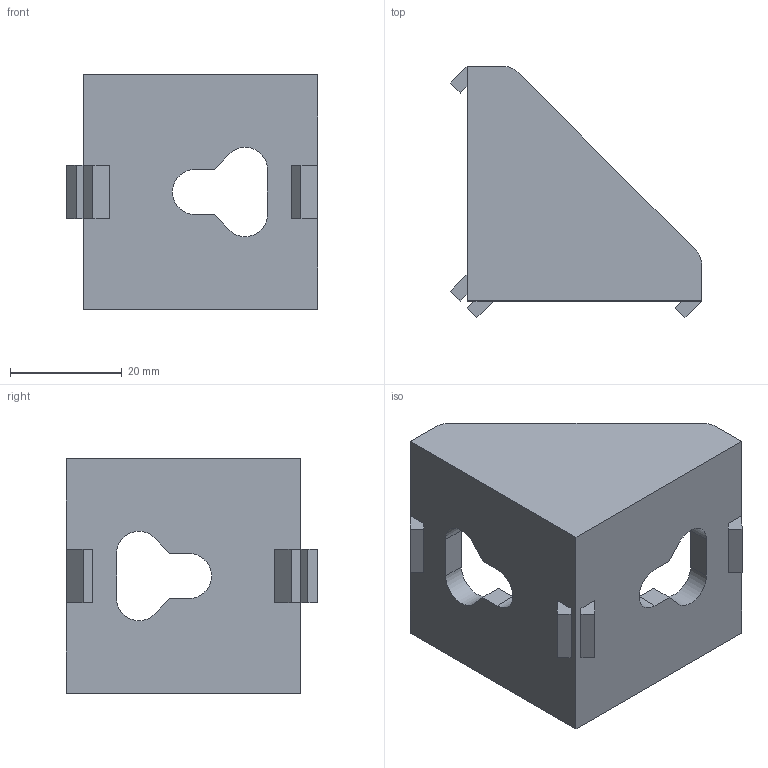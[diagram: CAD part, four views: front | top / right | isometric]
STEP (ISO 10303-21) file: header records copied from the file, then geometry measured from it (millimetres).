
FILE_DESCRIPTION (( 'STEP AP203' ), '1' );
FILE_NAME ('ALF-RC4545-10.step', '2024-08-13T09:15:43', ( '' ), ( '' ), 'SwSTEP 2.0', 'SolidWorks 2022', '' );
FILE_SCHEMA (( 'CONFIG_CONTROL_DESIGN' ));
Length unit declared in the file: millimetre
Products named in the file (1): ALF-RC4545-10
Bounding box: 45 x 45 x 42 mm (x, y, z)
Volume: 17459.4 mm3; surface area: 10989.4 mm2
Topology: 1 solids, 1 shells, 53 faces, 143 edges, 94 vertices
Faces by surface type: plane 42, cylinder 11
Entity records: 1732 total; most frequent: CARTESIAN_POINT 291, ORIENTED_EDGE 286, DIRECTION 273, EDGE_CURVE 143, LINE 121, VECTOR 121, VERTEX_POINT 94, AXIS2_PLACEMENT_3D 76
